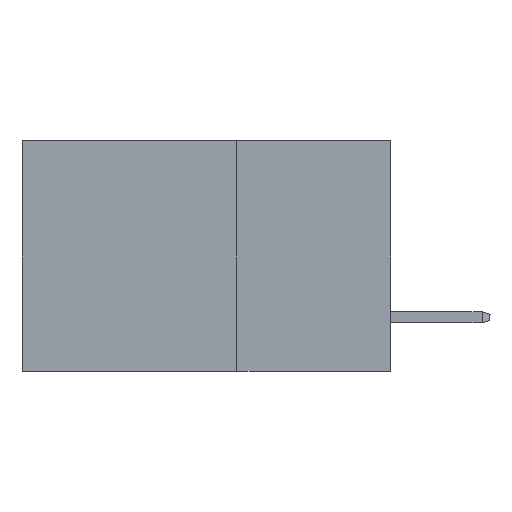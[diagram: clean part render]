
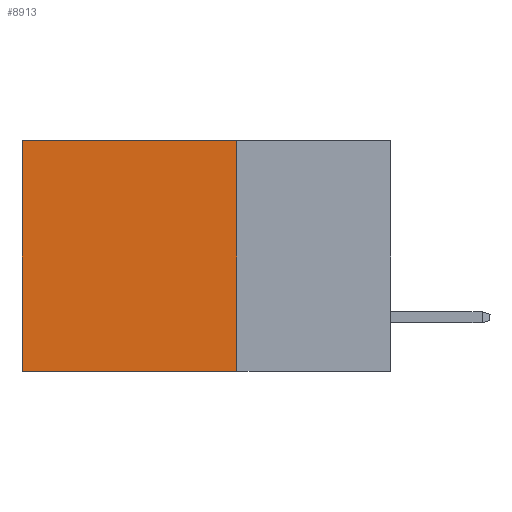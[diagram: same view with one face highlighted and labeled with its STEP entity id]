
A CAD part, left-side view. The second image highlights one B-rep face of the part: STEP entity #8913.
In plain terms, the highlighted planar face has unit normal (-1, 0, 0).
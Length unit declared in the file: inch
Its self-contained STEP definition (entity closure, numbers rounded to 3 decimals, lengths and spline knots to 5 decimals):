
#84 = CARTESIAN_POINT ( 'NONE',  ( 0.2875, 0.25, 0. ) ) ;
#1040 = VERTEX_POINT ( 'NONE', #7755 ) ;
#2122 = ORIENTED_EDGE ( 'NONE', *, *, #2303, .T. ) ;
#2209 = EDGE_CURVE ( 'NONE', #1040, #12795, #11338, .T. ) ;
#2303 = EDGE_CURVE ( 'NONE', #6934, #12795, #4221, .T. ) ;
#2515 = VECTOR ( 'NONE', #3414, 39.37008 ) ;
#2612 = EDGE_CURVE ( 'NONE', #3529, #6934, #10118, .T. ) ;
#2869 = CARTESIAN_POINT ( 'NONE',  ( 0.2875, 0.25, 0. ) ) ;
#3414 = DIRECTION ( 'NONE',  ( 0., 0., -1. ) ) ;
#3529 = VERTEX_POINT ( 'NONE', #84 ) ;
#3900 = FACE_OUTER_BOUND ( 'NONE', #5996, .T. ) ;
#3927 = VECTOR ( 'NONE', #10170, 39.37008 ) ;
#4221 = LINE ( 'NONE', #8518, #2515 ) ;
#4353 = CARTESIAN_POINT ( 'NONE',  ( 0.2875, 0.25, -0.375 ) ) ;
#5031 = ORIENTED_EDGE ( 'NONE', *, *, #6637, .F. ) ;
#5134 = LINE ( 'NONE', #13122, #3927 ) ;
#5199 = VECTOR ( 'NONE', #6966, 39.37008 ) ;
#5601 = AXIS2_PLACEMENT_3D ( 'NONE', #6920, #8061, #6040 ) ;
#5996 = EDGE_LOOP ( 'NONE', ( #2122, #8720, #5031, #7212 ) ) ;
#6040 = DIRECTION ( 'NONE',  ( 0., 0., -1. ) ) ;
#6637 = EDGE_CURVE ( 'NONE', #3529, #1040, #5134, .T. ) ;
#6920 = CARTESIAN_POINT ( 'NONE',  ( 0.2875, 0.25, -0.375 ) ) ;
#6934 = VERTEX_POINT ( 'NONE', #12784 ) ;
#6966 = DIRECTION ( 'NONE',  ( 0., 1., 0. ) ) ;
#7212 = ORIENTED_EDGE ( 'NONE', *, *, #2612, .T. ) ;
#7755 = CARTESIAN_POINT ( 'NONE',  ( 0.2875, 0.25, -0.375 ) ) ;
#7866 = PLANE ( 'NONE',  #5601 ) ;
#8061 = DIRECTION ( 'NONE',  ( 1., 0., 0. ) ) ;
#8450 = DIRECTION ( 'NONE',  ( 0., 1., 0. ) ) ;
#8518 = CARTESIAN_POINT ( 'NONE',  ( 0.2875, 0.6, -0.375 ) ) ;
#8720 = ORIENTED_EDGE ( 'NONE', *, *, #2209, .F. ) ;
#8913 = ADVANCED_FACE ( 'NONE', ( #3900 ), #7866, .F. ) ;
#9069 = CARTESIAN_POINT ( 'NONE',  ( 0.2875, 0.6, -0.375 ) ) ;
#10118 = LINE ( 'NONE', #2869, #5199 ) ;
#10170 = DIRECTION ( 'NONE',  ( 0., 0., -1. ) ) ;
#11338 = LINE ( 'NONE', #4353, #11685 ) ;
#11685 = VECTOR ( 'NONE', #8450, 39.37008 ) ;
#12784 = CARTESIAN_POINT ( 'NONE',  ( 0.2875, 0.6, 0. ) ) ;
#12795 = VERTEX_POINT ( 'NONE', #9069 ) ;
#13122 = CARTESIAN_POINT ( 'NONE',  ( 0.2875, 0.25, -0.375 ) ) ;
